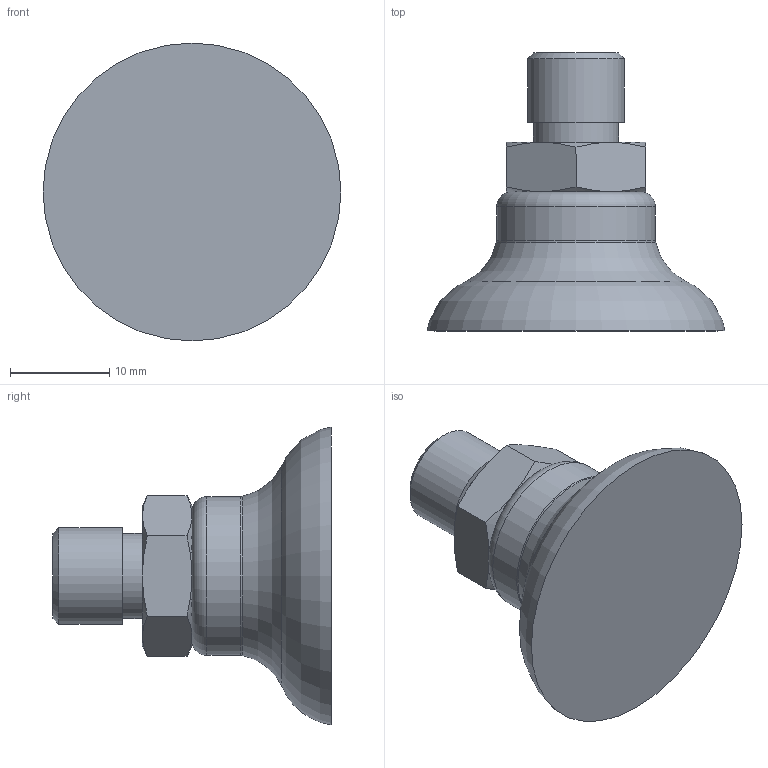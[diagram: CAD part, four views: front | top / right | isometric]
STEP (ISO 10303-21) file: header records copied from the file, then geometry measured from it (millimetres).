
FILE_DESCRIPTION(/* description */ (''),/* implementation_level */ '2;1');
FILE_NAME(/* name */ 'vcs30sb_rac5r1-8m.stp',/* time_stamp */ '2020-09-22T08:11:11+02:00',/* author */ ('enginyeria'),/* organization */ (''),/* preprocessor_version */ 'ST-DEVELOPER v17.2',/* originating_system */ 'Autodesk Inventor 2019',/* authorisation */ '');
FILE_SCHEMA (('CONFIG_CONTROL_DESIGN'));
Length unit declared in the file: millimetre
Products named in the file (1): vcs30sb_rac5r1-8m
Bounding box: 30 x 28 x 30 mm (x, y, z)
Volume: 6409.4 mm3; surface area: 2668.3 mm2
Topology: 1 solids, 1 shells, 34 faces, 81 edges, 53 vertices
Faces by surface type: cone 14, plane 12, cylinder 4, torus 4
Full cylindrical faces by diameter (mm): 3 x1, 8.569 x1, 9.731 x1, 16 x1
Entity records: 1074 total; most frequent: CARTESIAN_POINT 217, DIRECTION 172, ORIENTED_EDGE 162, EDGE_CURVE 81, AXIS2_PLACEMENT_3D 80, VERTEX_POINT 53, CIRCLE 45, EDGE_LOOP 38
